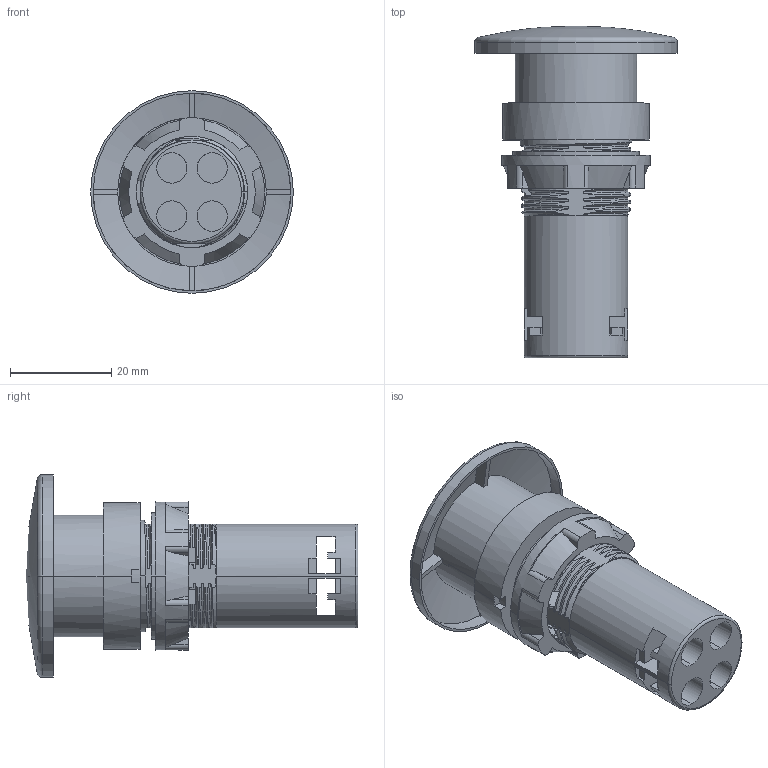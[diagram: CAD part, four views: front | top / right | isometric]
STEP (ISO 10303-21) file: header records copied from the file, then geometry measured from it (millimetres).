
FILE_DESCRIPTION((''),'2;1');
FILE_NAME('LA167-B7-EW4461','2023-10-25T',('Administrator'),('zyb.com'),'PRO/ENGINEER BY PARAMETRIC TECHNOLOGY CORPORATION, 2010280','PRO/ENGINEER BY PARAMETRIC TECHNOLOGY CORPORATION, 2010280','');
FILE_SCHEMA(('CONFIG_CONTROL_DESIGN'));
Length unit declared in the file: millimetre
Products named in the file (1): LA167-B7-EW4461
Bounding box: 40 x 65.5 x 40 mm (x, y, z)
Volume: 26314 mm3; surface area: 11391.5 mm2
Topology: 1 solids, 1 shells, 385 faces, 1181 edges, 777 vertices
Faces by surface type: plane 149, bspline 145, cylinder 67, cone 14, sphere 6, torus 4
Entity records: 48677 total; most frequent: CARTESIAN_POINT 39278, ORIENTED_EDGE 2358, DIRECTION 1343, EDGE_CURVE 1179, VERTEX_POINT 777, B_SPLINE_CURVE_WITH_KNOTS 508, VECTOR 479, LINE 479
